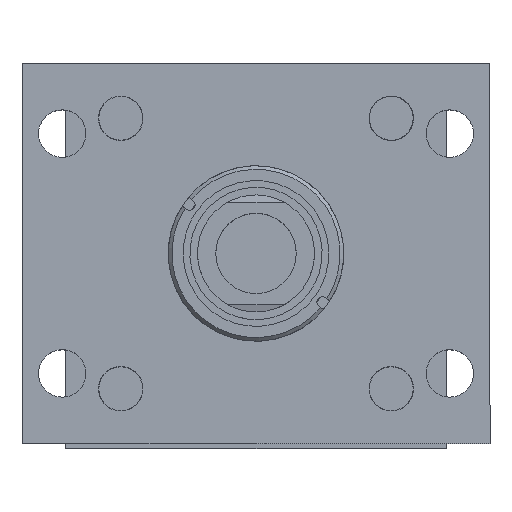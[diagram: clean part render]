
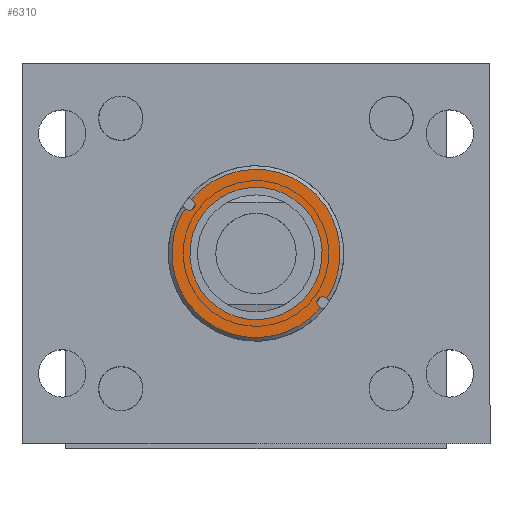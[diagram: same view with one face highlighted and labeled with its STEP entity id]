
A CAD part, top view. The second image highlights one B-rep face of the part: STEP entity #6310.
In plain terms, the highlighted planar face has unit normal (0, 0, 1).
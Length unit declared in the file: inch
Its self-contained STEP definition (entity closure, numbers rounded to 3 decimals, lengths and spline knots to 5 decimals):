
#321 = DIRECTION ( 'NONE',  ( 0., 1., 0. ) ) ;
#324 = AXIS2_PLACEMENT_3D ( 'NONE', #3418, #5833, #5768 ) ;
#484 = VECTOR ( 'NONE', #321, 39.37008 ) ;
#564 = AXIS2_PLACEMENT_3D ( 'NONE', #2523, #8182, #7401 ) ;
#589 = EDGE_LOOP ( 'NONE', ( #8661, #5134 ) ) ;
#619 = AXIS2_PLACEMENT_3D ( 'NONE', #6025, #6155, #8692 ) ;
#643 = ORIENTED_EDGE ( 'NONE', *, *, #800, .F. ) ;
#800 = EDGE_CURVE ( 'NONE', #807, #8015, #4055, .T. ) ;
#807 = VERTEX_POINT ( 'NONE', #9319 ) ;
#934 = VERTEX_POINT ( 'NONE', #10304 ) ;
#1099 = DIRECTION ( 'NONE',  ( 0., 0., 1. ) ) ;
#1151 = VERTEX_POINT ( 'NONE', #6551 ) ;
#1186 = VERTEX_POINT ( 'NONE', #4668 ) ;
#1392 = CARTESIAN_POINT ( 'NONE',  ( 17.8091, 42.4197, -2.93519 ) ) ;
#1424 = ORIENTED_EDGE ( 'NONE', *, *, #5242, .F. ) ;
#1456 = DIRECTION ( 'NONE',  ( 0., 1., 0. ) ) ;
#1480 = ORIENTED_EDGE ( 'NONE', *, *, #6745, .T. ) ;
#1552 = DIRECTION ( 'NONE',  ( 0., -1., 0. ) ) ;
#1636 = DIRECTION ( 'NONE',  ( -1., 0., 0. ) ) ;
#1734 = VERTEX_POINT ( 'NONE', #5177 ) ;
#1739 = CIRCLE ( 'NONE', #324, 0.094 ) ;
#1771 = VERTEX_POINT ( 'NONE', #10028 ) ;
#1998 = DIRECTION ( 'NONE',  ( 0., 0., -1. ) ) ;
#2164 = CARTESIAN_POINT ( 'NONE',  ( 19.3411, 43.55073, -2.93519 ) ) ;
#2223 = FACE_BOUND ( 'NONE', #589, .T. ) ;
#2364 = CIRCLE ( 'NONE', #3518, 1.13104 ) ;
#2523 = CARTESIAN_POINT ( 'NONE',  ( 19.2471, 42.4197, -2.93519 ) ) ;
#2839 = EDGE_LOOP ( 'NONE', ( #6360, #1480, #9127, #3490, #3923, #4463, #3723, #643, #1424 ) ) ;
#2851 = CIRCLE ( 'NONE', #4269, 0.094 ) ;
#3032 = VERTEX_POINT ( 'NONE', #7203 ) ;
#3123 = EDGE_CURVE ( 'NONE', #3186, #6719, #1739, .T. ) ;
#3186 = VERTEX_POINT ( 'NONE', #7470 ) ;
#3235 = AXIS2_PLACEMENT_3D ( 'NONE', #7367, #9720, #1636 ) ;
#3385 = EDGE_CURVE ( 'NONE', #934, #10377, #4639, .T. ) ;
#3418 = CARTESIAN_POINT ( 'NONE',  ( 19.2471, 41.0137, -2.93519 ) ) ;
#3490 = ORIENTED_EDGE ( 'NONE', *, *, #3385, .F. ) ;
#3518 = AXIS2_PLACEMENT_3D ( 'NONE', #4869, #6494, #7331 ) ;
#3528 = CARTESIAN_POINT ( 'NONE',  ( 19.1531, 43.55073, -2.93519 ) ) ;
#3605 = AXIS2_PLACEMENT_3D ( 'NONE', #7671, #1998, #5227 ) ;
#3638 = LINE ( 'NONE', #4887, #6046 ) ;
#3723 = ORIENTED_EDGE ( 'NONE', *, *, #5019, .F. ) ;
#3826 = VECTOR ( 'NONE', #1552, 39.37008 ) ;
#3909 = CIRCLE ( 'NONE', #3235, 1.438 ) ;
#3923 = ORIENTED_EDGE ( 'NONE', *, *, #5769, .F. ) ;
#4055 = CIRCLE ( 'NONE', #3605, 1.438 ) ;
#4266 = LINE ( 'NONE', #3528, #484 ) ;
#4269 = AXIS2_PLACEMENT_3D ( 'NONE', #7677, #8490, #10122 ) ;
#4310 = CARTESIAN_POINT ( 'NONE',  ( 19.2471, 43.55073, -2.93519 ) ) ;
#4333 = LINE ( 'NONE', #8772, #3826 ) ;
#4463 = ORIENTED_EDGE ( 'NONE', *, *, #6315, .T. ) ;
#4639 = LINE ( 'NONE', #2164, #9694 ) ;
#4668 = CARTESIAN_POINT ( 'NONE',  ( 18.11607, 42.4197, -2.93519 ) ) ;
#4869 = CARTESIAN_POINT ( 'NONE',  ( 19.2471, 42.4197, -2.93519 ) ) ;
#4887 = CARTESIAN_POINT ( 'NONE',  ( 19.1531, 43.55073, -2.93519 ) ) ;
#5019 = EDGE_CURVE ( 'NONE', #8015, #1151, #3909, .T. ) ;
#5134 = ORIENTED_EDGE ( 'NONE', *, *, #5463, .T. ) ;
#5177 = CARTESIAN_POINT ( 'NONE',  ( 19.1531, 43.8257, -2.93519 ) ) ;
#5227 = DIRECTION ( 'NONE',  ( -1., 0., 0. ) ) ;
#5242 = EDGE_CURVE ( 'NONE', #6719, #807, #3638, .T. ) ;
#5463 = EDGE_CURVE ( 'NONE', #1771, #1186, #2364, .T. ) ;
#5502 = CIRCLE ( 'NONE', #564, 1.13104 ) ;
#5768 = DIRECTION ( 'NONE',  ( 1., 0., 0. ) ) ;
#5769 = EDGE_CURVE ( 'NONE', #1734, #934, #2851, .T. ) ;
#5833 = DIRECTION ( 'NONE',  ( 0., 0., 1. ) ) ;
#6025 = CARTESIAN_POINT ( 'NONE',  ( 19.2471, 42.4197, -2.93519 ) ) ;
#6046 = VECTOR ( 'NONE', #8308, 39.37008 ) ;
#6155 = DIRECTION ( 'NONE',  ( 0., 0., -1. ) ) ;
#6168 = CARTESIAN_POINT ( 'NONE',  ( 19.1531, 41.0137, -2.93519 ) ) ;
#6310 = ADVANCED_FACE ( 'NONE', ( #2223, #8806 ), #6836, .T. ) ;
#6315 = EDGE_CURVE ( 'NONE', #1734, #1151, #4266, .T. ) ;
#6360 = ORIENTED_EDGE ( 'NONE', *, *, #3123, .F. ) ;
#6494 = DIRECTION ( 'NONE',  ( 0., 0., -1. ) ) ;
#6551 = CARTESIAN_POINT ( 'NONE',  ( 19.1531, 43.85462, -2.93519 ) ) ;
#6690 = AXIS2_PLACEMENT_3D ( 'NONE', #4310, #1099, #7669 ) ;
#6719 = VERTEX_POINT ( 'NONE', #6168 ) ;
#6745 = EDGE_CURVE ( 'NONE', #3186, #3032, #4333, .T. ) ;
#6836 = PLANE ( 'NONE',  #6690 ) ;
#7203 = CARTESIAN_POINT ( 'NONE',  ( 19.3411, 40.98477, -2.93519 ) ) ;
#7331 = DIRECTION ( 'NONE',  ( -1., 0., 0. ) ) ;
#7367 = CARTESIAN_POINT ( 'NONE',  ( 19.2471, 42.4197, -2.93519 ) ) ;
#7401 = DIRECTION ( 'NONE',  ( -1., 0., 0. ) ) ;
#7462 = EDGE_CURVE ( 'NONE', #10377, #3032, #9433, .T. ) ;
#7470 = CARTESIAN_POINT ( 'NONE',  ( 19.3411, 41.0137, -2.93519 ) ) ;
#7669 = DIRECTION ( 'NONE',  ( 1., 0., 0. ) ) ;
#7671 = CARTESIAN_POINT ( 'NONE',  ( 19.2471, 42.4197, -2.93519 ) ) ;
#7677 = CARTESIAN_POINT ( 'NONE',  ( 19.2471, 43.8257, -2.93519 ) ) ;
#8015 = VERTEX_POINT ( 'NONE', #1392 ) ;
#8182 = DIRECTION ( 'NONE',  ( 0., 0., -1. ) ) ;
#8308 = DIRECTION ( 'NONE',  ( 0., -1., 0. ) ) ;
#8490 = DIRECTION ( 'NONE',  ( 0., 0., 1. ) ) ;
#8661 = ORIENTED_EDGE ( 'NONE', *, *, #10218, .T. ) ;
#8692 = DIRECTION ( 'NONE',  ( -1., 0., 0. ) ) ;
#8772 = CARTESIAN_POINT ( 'NONE',  ( 19.3411, 43.55073, -2.93519 ) ) ;
#8806 = FACE_OUTER_BOUND ( 'NONE', #2839, .T. ) ;
#9127 = ORIENTED_EDGE ( 'NONE', *, *, #7462, .F. ) ;
#9319 = CARTESIAN_POINT ( 'NONE',  ( 19.1531, 40.98477, -2.93519 ) ) ;
#9426 = CARTESIAN_POINT ( 'NONE',  ( 19.3411, 43.85462, -2.93519 ) ) ;
#9433 = CIRCLE ( 'NONE', #619, 1.438 ) ;
#9694 = VECTOR ( 'NONE', #1456, 39.37008 ) ;
#9720 = DIRECTION ( 'NONE',  ( 0., 0., -1. ) ) ;
#10028 = CARTESIAN_POINT ( 'NONE',  ( 20.37814, 42.4197, -2.93519 ) ) ;
#10122 = DIRECTION ( 'NONE',  ( 1., 0., 0. ) ) ;
#10218 = EDGE_CURVE ( 'NONE', #1186, #1771, #5502, .T. ) ;
#10304 = CARTESIAN_POINT ( 'NONE',  ( 19.3411, 43.8257, -2.93519 ) ) ;
#10377 = VERTEX_POINT ( 'NONE', #9426 ) ;
